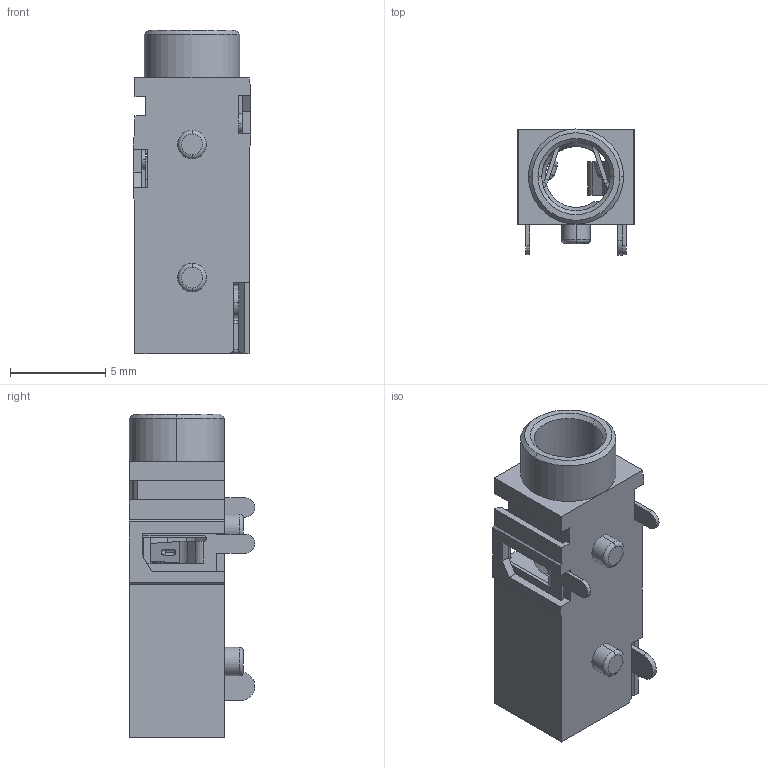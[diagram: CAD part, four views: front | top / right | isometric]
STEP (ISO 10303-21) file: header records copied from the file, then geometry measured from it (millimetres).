
FILE_DESCRIPTION (( 'STEP AP214' ), '1' );
FILE_NAME ('Same_Sky_SJ3-35083A-TR.step', '2024-10-01T21:03:18', ( '' ), ( '' ), 'SwSTEP 2.0', 'SolidWorks 2024', '' );
FILE_SCHEMA (( 'AUTOMOTIVE_DESIGN' ));
Length unit declared in the file: inch
Products named in the file (1): Same_Sky_SJ3-35083A-TR
Bounding box: 6.2 x 6.6 x 17 mm (x, y, z)
Volume: 265.2 mm3; surface area: 890.4 mm2
Topology: 4 solids, 4 shells, 436 faces, 1237 edges, 796 vertices
Faces by surface type: plane 297, cylinder 104, bspline 18, cone 9, sphere 4, torus 4
Entity records: 14611 total; most frequent: CARTESIAN_POINT 3219, ORIENTED_EDGE 2468, DIRECTION 2246, EDGE_CURVE 1234, LINE 942, VECTOR 942, VERTEX_POINT 796, AXIS2_PLACEMENT_3D 652
